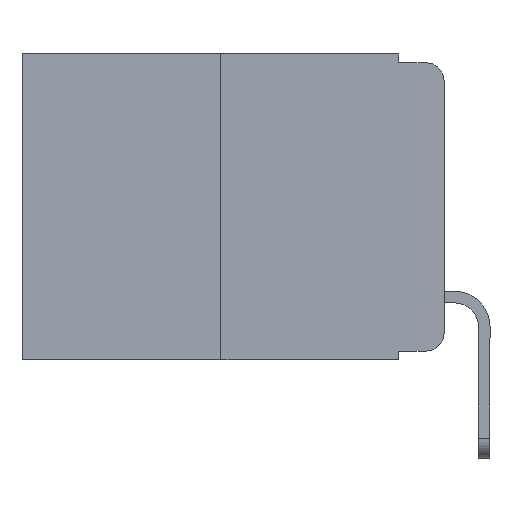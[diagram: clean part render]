
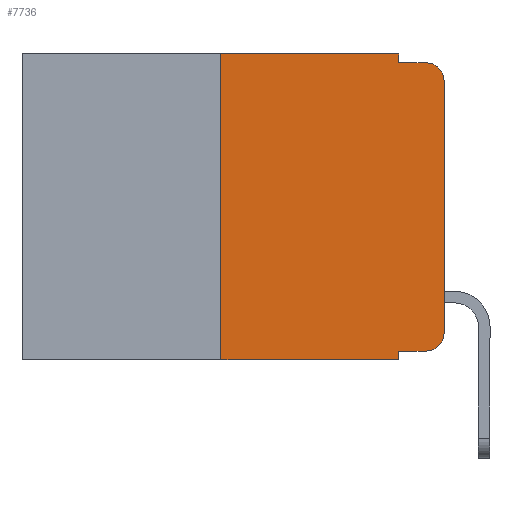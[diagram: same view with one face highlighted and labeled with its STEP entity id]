
A CAD part, left-side view. The second image highlights one B-rep face of the part: STEP entity #7736.
In plain terms, the highlighted planar face has unit normal (-1, 0, 0).
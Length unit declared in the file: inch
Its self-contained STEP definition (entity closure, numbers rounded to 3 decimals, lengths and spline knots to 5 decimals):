
#55 = LINE ( 'NONE', #4724, #5067 ) ;
#145 = CARTESIAN_POINT ( 'NONE',  ( 0., 0.25, 0. ) ) ;
#192 = VERTEX_POINT ( 'NONE', #145 ) ;
#217 = ORIENTED_EDGE ( 'NONE', *, *, #1754, .T. ) ;
#261 = VERTEX_POINT ( 'NONE', #1084 ) ;
#270 = EDGE_CURVE ( 'NONE', #261, #3724, #8686, .T. ) ;
#749 = DIRECTION ( 'NONE',  ( 0., 0., -1. ) ) ;
#764 = DIRECTION ( 'NONE',  ( -1., 0., 0. ) ) ;
#807 = CARTESIAN_POINT ( 'NONE',  ( 0., 0.02, -0.313 ) ) ;
#1084 = CARTESIAN_POINT ( 'NONE',  ( 0., 0.02, -0.333 ) ) ;
#1138 = ORIENTED_EDGE ( 'NONE', *, *, #9493, .F. ) ;
#1289 = CARTESIAN_POINT ( 'NONE',  ( 0., 0.02, -0.01 ) ) ;
#1567 = AXIS2_PLACEMENT_3D ( 'NONE', #807, #764, #749 ) ;
#1634 = CARTESIAN_POINT ( 'NONE',  ( 0., 0.473, 0. ) ) ;
#1754 = EDGE_CURVE ( 'NONE', #4127, #3902, #55, .T. ) ;
#1791 = EDGE_CURVE ( 'NONE', #4127, #192, #4305, .T. ) ;
#1845 = DIRECTION ( 'NONE',  ( 0., -1., 0. ) ) ;
#2027 = CARTESIAN_POINT ( 'NONE',  ( 0., 0., -0.313 ) ) ;
#2151 = ORIENTED_EDGE ( 'NONE', *, *, #2431, .F. ) ;
#2375 = ORIENTED_EDGE ( 'NONE', *, *, #2407, .T. ) ;
#2407 = EDGE_CURVE ( 'NONE', #4748, #261, #6608, .T. ) ;
#2412 = CARTESIAN_POINT ( 'NONE',  ( 0., 0.051, -0.01 ) ) ;
#2431 = EDGE_CURVE ( 'NONE', #4748, #3902, #10035, .T. ) ;
#2483 = CARTESIAN_POINT ( 'NONE',  ( 0., 0.051, -0.333 ) ) ;
#2490 = EDGE_CURVE ( 'NONE', #3724, #3554, #4929, .T. ) ;
#2568 = EDGE_CURVE ( 'NONE', #3554, #8540, #7930, .T. ) ;
#2569 = EDGE_CURVE ( 'NONE', #3813, #8540, #3705, .T. ) ;
#2597 = EDGE_CURVE ( 'NONE', #2870, #3813, #5320, .T. ) ;
#2856 = ORIENTED_EDGE ( 'NONE', *, *, #270, .T. ) ;
#2870 = VERTEX_POINT ( 'NONE', #7714 ) ;
#3002 = ORIENTED_EDGE ( 'NONE', *, *, #2569, .F. ) ;
#3530 = EDGE_LOOP ( 'NONE', ( #5560, #10133, #3002, #5135, #1138, #3826, #217, #2151, #2375, #2856 ) ) ;
#3554 = VERTEX_POINT ( 'NONE', #7239 ) ;
#3579 = VECTOR ( 'NONE', #3634, 39.37008 ) ;
#3626 = AXIS2_PLACEMENT_3D ( 'NONE', #10179, #5809, #5780 ) ;
#3634 = DIRECTION ( 'NONE',  ( 0., 0., -1. ) ) ;
#3705 = LINE ( 'NONE', #9391, #9683 ) ;
#3724 = VERTEX_POINT ( 'NONE', #2027 ) ;
#3813 = VERTEX_POINT ( 'NONE', #2412 ) ;
#3826 = ORIENTED_EDGE ( 'NONE', *, *, #1791, .F. ) ;
#3902 = VERTEX_POINT ( 'NONE', #10306 ) ;
#4127 = VERTEX_POINT ( 'NONE', #9506 ) ;
#4235 = FACE_OUTER_BOUND ( 'NONE', #3530, .T. ) ;
#4305 = LINE ( 'NONE', #7513, #6156 ) ;
#4521 = VECTOR ( 'NONE', #1845, 39.37008 ) ;
#4724 = CARTESIAN_POINT ( 'NONE',  ( 0., 0.473, -0.343 ) ) ;
#4748 = VERTEX_POINT ( 'NONE', #2483 ) ;
#4767 = LINE ( 'NONE', #1634, #4521 ) ;
#4929 = LINE ( 'NONE', #6804, #8882 ) ;
#5067 = VECTOR ( 'NONE', #7509, 39.37008 ) ;
#5135 = ORIENTED_EDGE ( 'NONE', *, *, #2597, .F. ) ;
#5256 = DIRECTION ( 'NONE',  ( 0., -1., 0. ) ) ;
#5297 = CARTESIAN_POINT ( 'NONE',  ( 0., 0.051, 0. ) ) ;
#5320 = LINE ( 'NONE', #9303, #7157 ) ;
#5560 = ORIENTED_EDGE ( 'NONE', *, *, #2490, .T. ) ;
#5698 = CARTESIAN_POINT ( 'NONE',  ( 0., 0.051, -0.333 ) ) ;
#5780 = DIRECTION ( 'NONE',  ( 0., 0., -1. ) ) ;
#5790 = PLANE ( 'NONE',  #3626 ) ;
#5809 = DIRECTION ( 'NONE',  ( 1., 0., 0. ) ) ;
#6156 = VECTOR ( 'NONE', #8517, 39.37008 ) ;
#6163 = VECTOR ( 'NONE', #5256, 39.37008 ) ;
#6608 = LINE ( 'NONE', #5698, #6163 ) ;
#6804 = CARTESIAN_POINT ( 'NONE',  ( 0., 0., 0. ) ) ;
#7082 = DIRECTION ( 'NONE',  ( 0., 0., 1. ) ) ;
#7157 = VECTOR ( 'NONE', #9790, 39.37008 ) ;
#7239 = CARTESIAN_POINT ( 'NONE',  ( 0., 0., -0.03 ) ) ;
#7509 = DIRECTION ( 'NONE',  ( 0., -1., 0. ) ) ;
#7513 = CARTESIAN_POINT ( 'NONE',  ( 0., 0.25, 0. ) ) ;
#7714 = CARTESIAN_POINT ( 'NONE',  ( 0., 0.051, 0. ) ) ;
#7736 = ADVANCED_FACE ( 'NONE', ( #4235 ), #5790, .F. ) ;
#7930 = CIRCLE ( 'NONE', #8453, 0.02 ) ;
#8408 = DIRECTION ( 'NONE',  ( 0., 0., -1. ) ) ;
#8453 = AXIS2_PLACEMENT_3D ( 'NONE', #9187, #9180, #8408 ) ;
#8517 = DIRECTION ( 'NONE',  ( 0., 0., 1. ) ) ;
#8540 = VERTEX_POINT ( 'NONE', #1289 ) ;
#8686 = CIRCLE ( 'NONE', #1567, 0.02 ) ;
#8882 = VECTOR ( 'NONE', #7082, 39.37008 ) ;
#9180 = DIRECTION ( 'NONE',  ( -1., 0., 0. ) ) ;
#9187 = CARTESIAN_POINT ( 'NONE',  ( 0., 0.02, -0.03 ) ) ;
#9303 = CARTESIAN_POINT ( 'NONE',  ( 0., 0.051, 0. ) ) ;
#9391 = CARTESIAN_POINT ( 'NONE',  ( 0., 0.051, -0.01 ) ) ;
#9439 = DIRECTION ( 'NONE',  ( 0., -1., 0. ) ) ;
#9493 = EDGE_CURVE ( 'NONE', #192, #2870, #4767, .T. ) ;
#9506 = CARTESIAN_POINT ( 'NONE',  ( 0., 0.25, -0.343 ) ) ;
#9683 = VECTOR ( 'NONE', #9439, 39.37008 ) ;
#9790 = DIRECTION ( 'NONE',  ( 0., 0., -1. ) ) ;
#10035 = LINE ( 'NONE', #5297, #3579 ) ;
#10133 = ORIENTED_EDGE ( 'NONE', *, *, #2568, .T. ) ;
#10179 = CARTESIAN_POINT ( 'NONE',  ( 0., 0.473, 0. ) ) ;
#10306 = CARTESIAN_POINT ( 'NONE',  ( 0., 0.051, -0.343 ) ) ;
